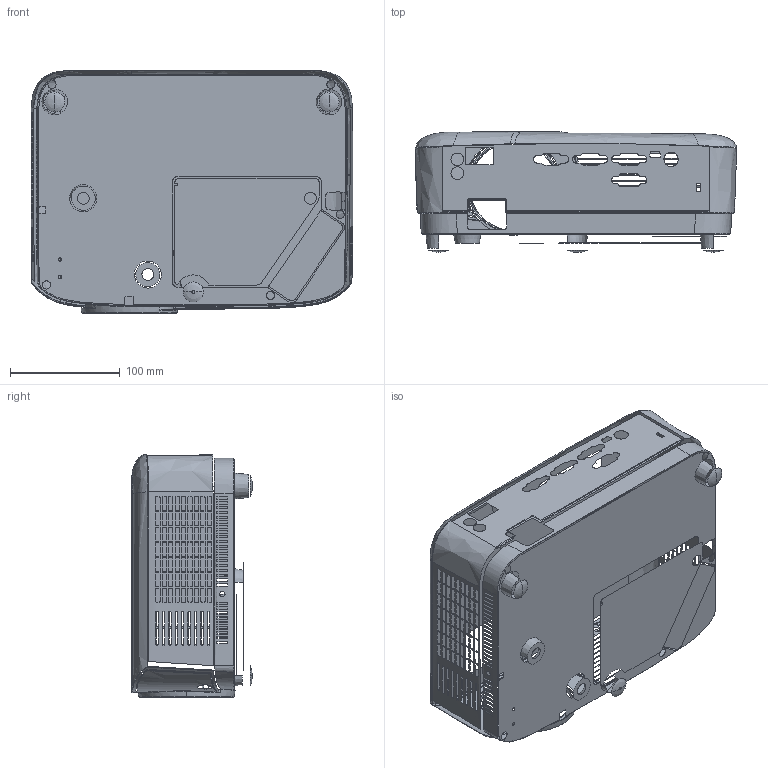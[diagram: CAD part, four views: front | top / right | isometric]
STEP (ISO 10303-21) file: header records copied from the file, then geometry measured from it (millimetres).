
FILE_DESCRIPTION((''),'2;1');
FILE_NAME('SINGLE','2020-05-12T',('ChenPet'),(''),'PRO/ENGINEER BY PARAMETRIC TECHNOLOGY CORPORATION, 2009440','PRO/ENGINEER BY PARAMETRIC TECHNOLOGY CORPORATION, 2009440','');
FILE_SCHEMA(('CONFIG_CONTROL_DESIGN'));
Length unit declared in the file: millimetre
Products named in the file (1): SINGLE
Bounding box: 293.25 x 109.97 x 221.46 mm (x, y, z)
Surface area: 171418.3 mm2 (no closed solid volume)
Topology: 0 solids, 22 shells, 52 faces, 1558 edges, 1521 vertices
Faces by surface type: bspline 18, plane 10, revolution 8, cylinder 7, cone 6, extrusion 3
Entity records: 17389 total; most frequent: CARTESIAN_POINT 8923, ORIENTED_EDGE 1597, EDGE_CURVE 1554, VERTEX_POINT 1521, B_SPLINE_CURVE_WITH_KNOTS 958, DIRECTION 897, VECTOR 377, LINE 374
